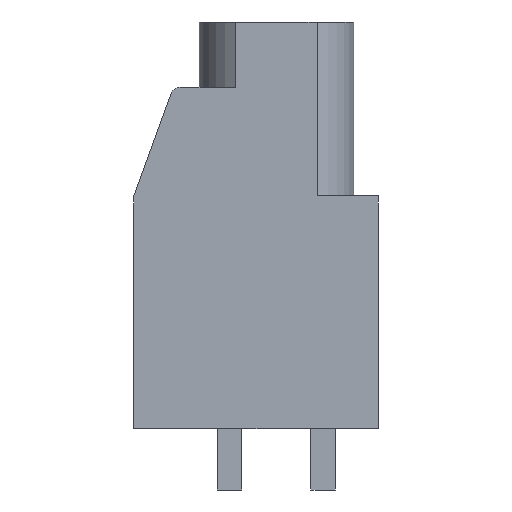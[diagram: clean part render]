
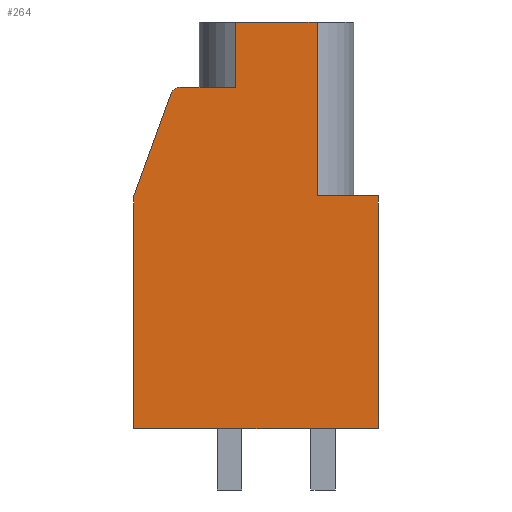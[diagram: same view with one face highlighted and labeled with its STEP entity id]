
A CAD part, front view. The second image highlights one B-rep face of the part: STEP entity #264.
In plain terms, the highlighted planar face has unit normal (0, -1, 0).
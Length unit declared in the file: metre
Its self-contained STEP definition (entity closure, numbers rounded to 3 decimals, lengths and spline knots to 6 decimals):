
#264=ADVANCED_FACE('',(#656),#657,.T.);
#656=FACE_OUTER_BOUND('',#1185,.T.);
#657=PLANE('',#1186);
#1185=EDGE_LOOP('',(#1936,#1937,#1938,#1939,#1940,#1941,#1942,#1943,#1944,#1945));
#1186=AXIS2_PLACEMENT_3D('',#1946,#1947,#1948);
#1936=ORIENTED_EDGE('',*,*,#3338,.F.);
#1937=ORIENTED_EDGE('',*,*,#3339,.T.);
#1938=ORIENTED_EDGE('',*,*,#3324,.F.);
#1939=ORIENTED_EDGE('',*,*,#3288,.T.);
#1940=ORIENTED_EDGE('',*,*,#3310,.T.);
#1941=ORIENTED_EDGE('',*,*,#3275,.T.);
#1942=ORIENTED_EDGE('',*,*,#3303,.F.);
#1943=ORIENTED_EDGE('',*,*,#3258,.F.);
#1944=ORIENTED_EDGE('',*,*,#3296,.F.);
#1945=ORIENTED_EDGE('',*,*,#3293,.T.);
#1946=CARTESIAN_POINT('',(0.668947,0.217489,-0.010969));
#1947=DIRECTION('',(0.0,-1.0,0.0));
#1948=DIRECTION('',(1.0,0.0,0.0));
#3258=EDGE_CURVE('',#3931,#3933,#3934,.T.);
#3275=EDGE_CURVE('',#3966,#3964,#3967,.T.);
#3288=EDGE_CURVE('',#3976,#3989,#3991,.T.);
#3293=EDGE_CURVE('',#3993,#3998,#4000,.T.);
#3296=EDGE_CURVE('',#3993,#3931,#4003,.T.);
#3303=EDGE_CURVE('',#3933,#3964,#4010,.T.);
#3310=EDGE_CURVE('',#3989,#3966,#4017,.T.);
#3324=EDGE_CURVE('',#3976,#4033,#4034,.T.);
#3338=EDGE_CURVE('',#4058,#3998,#4059,.T.);
#3339=EDGE_CURVE('',#4058,#4033,#4060,.T.);
#3931=VERTEX_POINT('',#4928);
#3933=VERTEX_POINT('',#4931);
#3934=LINE('',#4932,#4933);
#3964=VERTEX_POINT('',#4972);
#3966=VERTEX_POINT('',#4975);
#3967=LINE('',#4976,#4977);
#3976=VERTEX_POINT('',#4987);
#3989=VERTEX_POINT('',#5004);
#3991=LINE('',#5007,#5008);
#3993=VERTEX_POINT('',#5010);
#3998=VERTEX_POINT('',#5017);
#4000=LINE('',#5020,#5021);
#4003=CIRCLE('',#5024,0.0005);
#4010=LINE('',#5034,#5035);
#4017=LINE('',#5045,#5046);
#4033=VERTEX_POINT('',#5069);
#4034=LINE('',#5070,#5071);
#4058=VERTEX_POINT('',#5107);
#4059=LINE('',#5108,#5109);
#4060=LINE('',#5110,#5111);
#4928=CARTESIAN_POINT('',(0.664244,0.217489,0.005281));
#4931=CARTESIAN_POINT('',(0.666947,0.217489,0.005281));
#4932=CARTESIAN_POINT('',(0.664244,0.217489,0.005281));
#4933=VECTOR('',#6090,1.0);
#4972=CARTESIAN_POINT('',(0.666947,0.217489,0.008481));
#4975=CARTESIAN_POINT('',(0.670947,0.217489,0.008481));
#4976=CARTESIAN_POINT('',(0.670947,0.217489,0.008481));
#4977=VECTOR('',#6116,1.0);
#4987=CARTESIAN_POINT('',(0.673947,0.217489,-0.000069));
#5004=CARTESIAN_POINT('',(0.670947,0.217489,-0.000069));
#5007=CARTESIAN_POINT('',(0.668947,0.217489,-0.000069));
#5008=VECTOR('',#6138,1.0);
#5010=CARTESIAN_POINT('',(0.663774,0.217489,0.004952));
#5017=CARTESIAN_POINT('',(0.661947,0.217489,-0.000069));
#5020=CARTESIAN_POINT('',(0.663774,0.217489,0.004952));
#5021=VECTOR('',#6142,1.0);
#5024=AXIS2_PLACEMENT_3D('',#6146,#6147,#6148);
#5034=CARTESIAN_POINT('',(0.666947,0.217489,0.005281));
#5035=VECTOR('',#6152,1.0);
#5045=CARTESIAN_POINT('',(0.670947,0.217489,-0.000069));
#5046=VECTOR('',#6156,1.0);
#5069=CARTESIAN_POINT('',(0.673947,0.217489,-0.011519));
#5070=CARTESIAN_POINT('',(0.673947,0.217489,-0.000069));
#5071=VECTOR('',#6164,1.0);
#5107=CARTESIAN_POINT('',(0.661947,0.217489,-0.011519));
#5108=CARTESIAN_POINT('',(0.661947,0.217489,-0.011519));
#5109=VECTOR('',#6177,1.0);
#5110=CARTESIAN_POINT('',(0.67237,0.217489,-0.011519));
#5111=VECTOR('',#6178,1.0);
#6090=DIRECTION('',(1.0,0.0,0.0));
#6116=DIRECTION('',(-1.0,0.0,0.0));
#6138=DIRECTION('',(-1.0,0.0,0.0));
#6142=DIRECTION('',(-0.342,-0.0,-0.94));
#6146=CARTESIAN_POINT('',(0.664244,0.217489,0.004781));
#6147=DIRECTION('',(0.0,1.0,0.0));
#6148=DIRECTION('',(-0.94,0.0,0.342));
#6152=DIRECTION('',(0.0,0.0,1.0));
#6156=DIRECTION('',(0.0,0.0,1.0));
#6164=DIRECTION('',(0.0,0.0,-1.0));
#6177=DIRECTION('',(0.0,0.0,1.0));
#6178=DIRECTION('',(1.0,0.0,0.0));
